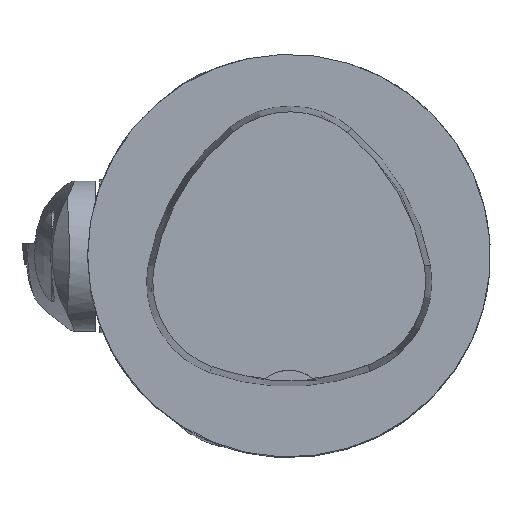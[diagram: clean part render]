
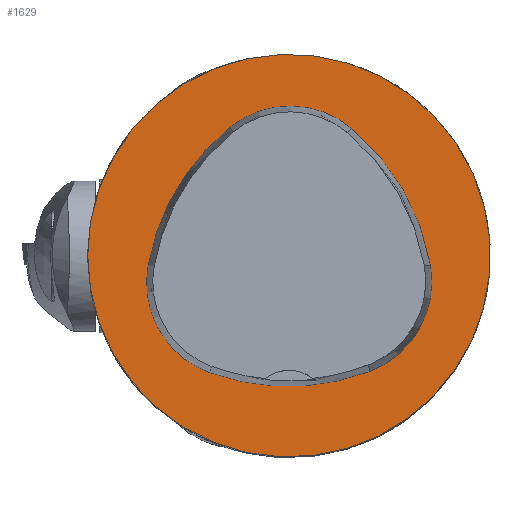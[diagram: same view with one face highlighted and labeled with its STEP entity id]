
A CAD part, top view. The second image highlights one B-rep face of the part: STEP entity #1629.
In plain terms, the highlighted planar face has unit normal (0, 0, 1).
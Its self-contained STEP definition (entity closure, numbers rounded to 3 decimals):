
#1512=FACE_BOUND('',#2644,.T.);
#1513=FACE_BOUND('',#2645,.T.);
#1629=ADVANCED_FACE('',(#1512,#1513),#1977,.T.);
#1977=PLANE('',#6879);
#2644=EDGE_LOOP('',(#3229,#3230,#3231,#3232,#3233,#3234));
#2645=EDGE_LOOP('',(#3235));
#3229=ORIENTED_EDGE('',*,*,#5695,.T.);
#3230=ORIENTED_EDGE('',*,*,#5675,.T.);
#3231=ORIENTED_EDGE('',*,*,#5679,.T.);
#3232=ORIENTED_EDGE('',*,*,#5682,.T.);
#3233=ORIENTED_EDGE('',*,*,#5685,.T.);
#3234=ORIENTED_EDGE('',*,*,#5693,.T.);
#3235=ORIENTED_EDGE('',*,*,#5666,.F.);
#4999=VERTEX_POINT('',#9463);
#5008=VERTEX_POINT('',#9483);
#5009=VERTEX_POINT('',#9484);
#5012=VERTEX_POINT('',#9492);
#5014=VERTEX_POINT('',#9498);
#5016=VERTEX_POINT('',#9504);
#5023=VERTEX_POINT('',#9525);
#5666=EDGE_CURVE('',#4999,#4999,#6535,.T.);
#5675=EDGE_CURVE('',#5008,#5009,#6536,.T.);
#5679=EDGE_CURVE('',#5009,#5012,#6538,.T.);
#5682=EDGE_CURVE('',#5012,#5014,#6540,.T.);
#5685=EDGE_CURVE('',#5014,#5016,#6542,.T.);
#5693=EDGE_CURVE('',#5016,#5023,#6546,.T.);
#5695=EDGE_CURVE('',#5023,#5008,#6548,.T.);
#6535=CIRCLE('',#6850,31.5);
#6536=CIRCLE('',#6857,36.);
#6538=CIRCLE('',#6860,15.);
#6540=CIRCLE('',#6863,36.);
#6542=CIRCLE('',#6866,15.);
#6546=CIRCLE('',#6871,36.);
#6548=CIRCLE('',#6874,15.);
#6850=AXIS2_PLACEMENT_3D('',#9462,#7626,#7627);
#6857=AXIS2_PLACEMENT_3D('',#9482,#7644,#7645);
#6860=AXIS2_PLACEMENT_3D('',#9491,#7652,#7653);
#6863=AXIS2_PLACEMENT_3D('',#9497,#7659,#7660);
#6866=AXIS2_PLACEMENT_3D('',#9503,#7666,#7667);
#6871=AXIS2_PLACEMENT_3D('',#9526,#7678,#7679);
#6874=AXIS2_PLACEMENT_3D('',#9529,#7684,#7685);
#6879=AXIS2_PLACEMENT_3D('',#9534,#7694,#7695);
#7626=DIRECTION('',(0.,0.,-1.));
#7627=DIRECTION('',(-1.,0.,0.));
#7644=DIRECTION('',(0.,0.,-1.));
#7645=DIRECTION('',(-1.,0.,0.));
#7652=DIRECTION('',(0.,0.,-1.));
#7653=DIRECTION('',(-1.,0.,0.));
#7659=DIRECTION('',(0.,0.,-1.));
#7660=DIRECTION('',(-1.,0.,0.));
#7666=DIRECTION('',(0.,0.,-1.));
#7667=DIRECTION('',(-1.,0.,0.));
#7678=DIRECTION('',(0.,0.,-1.));
#7679=DIRECTION('',(-1.,0.,0.));
#7684=DIRECTION('',(0.,0.,-1.));
#7685=DIRECTION('',(-1.,0.,0.));
#7694=DIRECTION('',(0.,0.,1.));
#7695=DIRECTION('',(1.,0.,0.));
#9462=CARTESIAN_POINT('',(0.,0.,0.));
#9463=CARTESIAN_POINT('',(-31.5,0.,0.));
#9482=CARTESIAN_POINT('',(13.398,-7.893,0.));
#9483=CARTESIAN_POINT('',(-22.041,-1.562,0.));
#9484=CARTESIAN_POINT('',(-9.317,20.036,0.));
#9491=CARTESIAN_POINT('',(0.148,8.399,0.));
#9492=CARTESIAN_POINT('',(9.779,19.898,0.));
#9497=CARTESIAN_POINT('',(-13.337,-7.7,0.));
#9498=CARTESIAN_POINT('',(22.122,-1.48,0.));
#9503=CARTESIAN_POINT('',(7.347,-4.071,0.));
#9504=CARTESIAN_POINT('',(12.693,-18.087,0.));
#9525=CARTESIAN_POINT('',(-12.373,-18.307,0.));
#9526=CARTESIAN_POINT('',(-0.137,15.55,0.));
#9529=CARTESIAN_POINT('',(-7.275,-4.2,0.));
#9534=CARTESIAN_POINT('',(0.,0.,0.));
